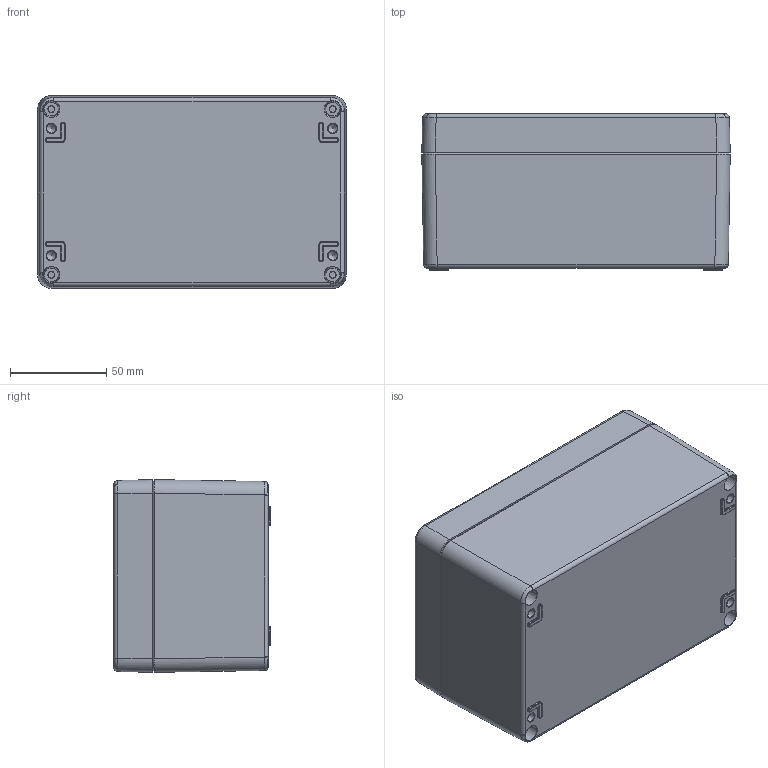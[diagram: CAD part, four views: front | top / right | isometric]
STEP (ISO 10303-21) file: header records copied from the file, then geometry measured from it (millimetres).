
FILE_DESCRIPTION(/* description */ (''),/* implementation_level */ '2;1');
FILE_NAME(/* name */ '09161008000-RST.stp',/* time_stamp */ '2021-09-02T15:17:14+02:00',/* author */ ('sl'),/* organization */ (''),/* preprocessor_version */ 'ST-DEVELOPER v16.5',/* originating_system */ 'Autodesk Inventor 2017',/* authorisation */ '');
FILE_SCHEMA (('AUTOMOTIVE_DESIGN { 1 0 10303 214 3 1 1 }'));
Products named in the file (8): Alu-Gehäuse-11-BG-0001-09_161008_000; Deckel-Alu-Gehäuse-11-BG-0002-09_161008_000; Decke-Alu-Gehäuse-11-BT-0001-09_161008_000; Dichtlippe-Alu-Gehäuse-11-BT-0003-09_161008_000; UT-Alu-Gehäuse-11-BG-0003-09_161008_000; Erdung-Edelstahl-Gehäuse-01-BT-0002-20101006000; UT-Alu-Gehäuse-11-BT-0002-09_161008_000; Schraube-M4x24-7
Assembly tree (14 placements, depth 3):
  Alu-Gehäuse-11-BG-0001-09_161008_000
    Deckel-Alu-Gehäuse-11-BG-0002-09_161008_000
      Decke-Alu-Gehäuse-11-BT-0001-09_161008_000
      Dichtlippe-Alu-Gehäuse-11-BT-0003-09_161008_000
      Erdung-Edelstahl-Gehäuse-01-BT-0002-20101006000
    UT-Alu-Gehäuse-11-BG-0003-09_161008_000
      Erdung-Edelstahl-Gehäuse-01-BT-0002-20101006000  x4
      UT-Alu-Gehäuse-11-BT-0002-09_161008_000
    Schraube-M4x24-7  x4
Bounding box: 160 x 81 x 100 mm (x, y, z)
Volume: 293005.8 mm3; surface area: 156512 mm2
Topology: 12 solids, 12 shells, 1056 faces, 2503 edges, 1513 vertices
Faces by surface type: plane 325, cylinder 293, bspline 292, torus 88, cone 58
Full cylindrical faces by diameter (mm): 3.3 x10, 3.52 x4, 4 x4, 4.7 x5, 5 x5, 7 x2, 8 x5
Entity records: 42580 total; most frequent: CARTESIAN_POINT 24055, ORIENTED_EDGE 3874, DIRECTION 3537, EDGE_CURVE 1937, AXIS2_PLACEMENT_3D 1396, VERTEX_POINT 1211, EDGE_LOOP 1062, FACE_OUTER_BOUND 886
